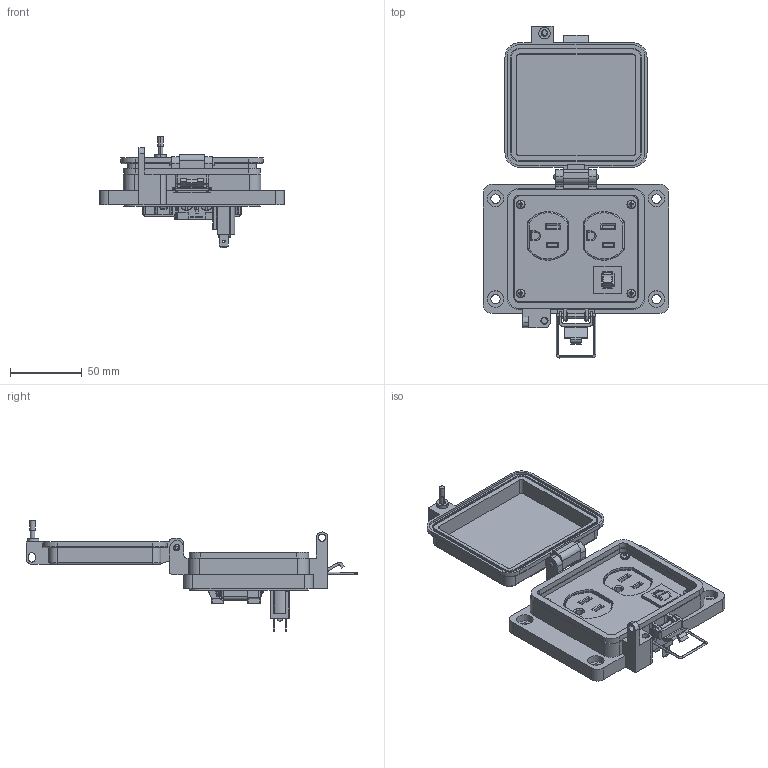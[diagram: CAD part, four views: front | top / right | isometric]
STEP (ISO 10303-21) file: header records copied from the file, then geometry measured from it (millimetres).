
FILE_DESCRIPTION (( 'STEP AP203' ), '1' );
FILE_NAME ('P-XX-K3RD3_3D.STEP', '2021-12-16T16:18:16', ( '' ), ( '' ), 'SwSTEP 2.0', 'SolidWorks 2021', '' );
FILE_SCHEMA (( 'CONFIG_CONTROL_DESIGN' ));
Length unit declared in the file: millimetre
Products named in the file (12): CBX; -K3; RD_sheared; P-XX-K3RD3_BP180_1; Z-H-K3_B; 92005A124_METRIC PAN HEAD PHILLIPS MACHINE SCREW_92005A124; P-XX-K3RD3_3D; Z-000-44038FH_90273A108; Z-000-4243316TFP; P-XX-K3RD3_FP060_1; Z-CB-SM; Z-200-OTLT-RD_Sheared
Assembly tree (15 placements, depth 3):
  P-XX-K3RD3_3D
    P-XX-K3RD3_FP060_1
    P-XX-K3RD3_BP180_1
    -K3
      Z-H-K3_B
    RD_sheared
      Z-200-OTLT-RD_Sheared
    Z-000-4243316TFP  x2
    Z-000-44038FH_90273A108
    CBX
      Z-CB-SM
    92005A124_METRIC PAN HEAD PHILLIPS MACHINE SCREW_92005A124  x4
Bounding box: 129 x 231.18 x 77.64 mm (x, y, z)
Volume: 191562.1 mm3; surface area: 125645.8 mm2
Topology: 30 solids, 30 shells, 2359 faces, 6501 edges, 4222 vertices
Faces by surface type: cylinder 1143, plane 897, bspline 111, cone 87, torus 61, sphere 60
Entity records: 61429 total; most frequent: CARTESIAN_POINT 17081, ORIENTED_EDGE 9460, DIRECTION 8498, EDGE_CURVE 4730, VERTEX_POINT 3065, AXIS2_PLACEMENT_3D 2864, VECTOR 2770, LINE 2770
